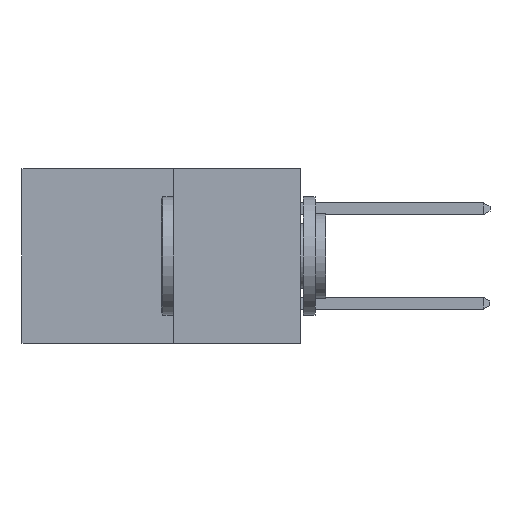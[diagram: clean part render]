
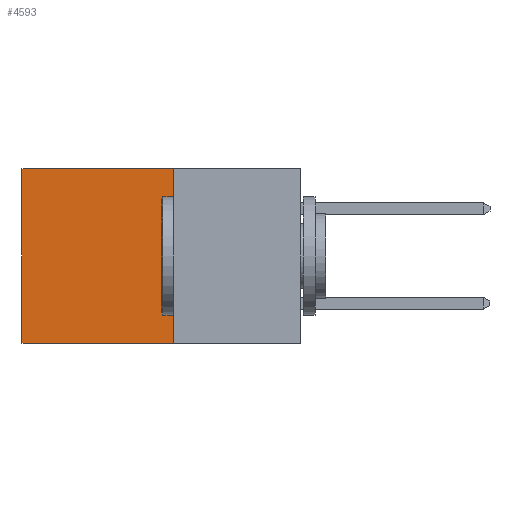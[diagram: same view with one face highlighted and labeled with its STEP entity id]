
A CAD part, left-side view. The second image highlights one B-rep face of the part: STEP entity #4593.
In plain terms, the highlighted planar face has unit normal (-1, 0, 0).
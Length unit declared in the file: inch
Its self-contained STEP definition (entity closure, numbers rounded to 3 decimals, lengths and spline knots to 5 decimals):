
#234 = FACE_OUTER_BOUND ( 'NONE', #3144, .T. ) ;
#270 = CARTESIAN_POINT ( 'NONE',  ( 0.277, 0.59, -0.37 ) ) ;
#367 = ORIENTED_EDGE ( 'NONE', *, *, #8371, .T. ) ;
#391 = ORIENTED_EDGE ( 'NONE', *, *, #3849, .F. ) ;
#403 = ORIENTED_EDGE ( 'NONE', *, *, #987, .F. ) ;
#416 = ORIENTED_EDGE ( 'NONE', *, *, #5406, .T. ) ;
#987 = EDGE_CURVE ( 'NONE', #6522, #1724, #5260, .T. ) ;
#1724 = VERTEX_POINT ( 'NONE', #7045 ) ;
#1914 = VERTEX_POINT ( 'NONE', #5478 ) ;
#3132 = CARTESIAN_POINT ( 'NONE',  ( 0.277, 0.59, -0.37 ) ) ;
#3144 = EDGE_LOOP ( 'NONE', ( #367, #391, #403, #416 ) ) ;
#3384 = LINE ( 'NONE', #3132, #4933 ) ;
#3412 = VECTOR ( 'NONE', #4976, 39.37008 ) ;
#3631 = AXIS2_PLACEMENT_3D ( 'NONE', #6469, #6445, #6415 ) ;
#3820 = DIRECTION ( 'NONE',  ( 0., 0., -1. ) ) ;
#3849 = EDGE_CURVE ( 'NONE', #1724, #4312, #8360, .T. ) ;
#3971 = VECTOR ( 'NONE', #5370, 39.37008 ) ;
#4312 = VERTEX_POINT ( 'NONE', #270 ) ;
#4507 = CARTESIAN_POINT ( 'NONE',  ( 0.277, 0.27, 0. ) ) ;
#4593 = ADVANCED_FACE ( 'NONE', ( #234 ), #6495, .F. ) ;
#4933 = VECTOR ( 'NONE', #3820, 39.37008 ) ;
#4976 = DIRECTION ( 'NONE',  ( 0., 1., 0. ) ) ;
#5038 = CARTESIAN_POINT ( 'NONE',  ( 0.277, 0.27, 0. ) ) ;
#5130 = LINE ( 'NONE', #5038, #3412 ) ;
#5260 = LINE ( 'NONE', #5781, #3971 ) ;
#5370 = DIRECTION ( 'NONE',  ( 0., 0., -1. ) ) ;
#5406 = EDGE_CURVE ( 'NONE', #6522, #1914, #5130, .T. ) ;
#5478 = CARTESIAN_POINT ( 'NONE',  ( 0.277, 0.59, 0. ) ) ;
#5781 = CARTESIAN_POINT ( 'NONE',  ( 0.277, 0.27, -0.37 ) ) ;
#6230 = CARTESIAN_POINT ( 'NONE',  ( 0.277, 0.27, -0.37 ) ) ;
#6415 = DIRECTION ( 'NONE',  ( 0., 0., -1. ) ) ;
#6445 = DIRECTION ( 'NONE',  ( 1., 0., 0. ) ) ;
#6469 = CARTESIAN_POINT ( 'NONE',  ( 0.277, 0.27, -0.37 ) ) ;
#6495 = PLANE ( 'NONE',  #3631 ) ;
#6522 = VERTEX_POINT ( 'NONE', #4507 ) ;
#6998 = VECTOR ( 'NONE', #7044, 39.37008 ) ;
#7044 = DIRECTION ( 'NONE',  ( 0., 1., 0. ) ) ;
#7045 = CARTESIAN_POINT ( 'NONE',  ( 0.277, 0.27, -0.37 ) ) ;
#8360 = LINE ( 'NONE', #6230, #6998 ) ;
#8371 = EDGE_CURVE ( 'NONE', #1914, #4312, #3384, .T. ) ;
